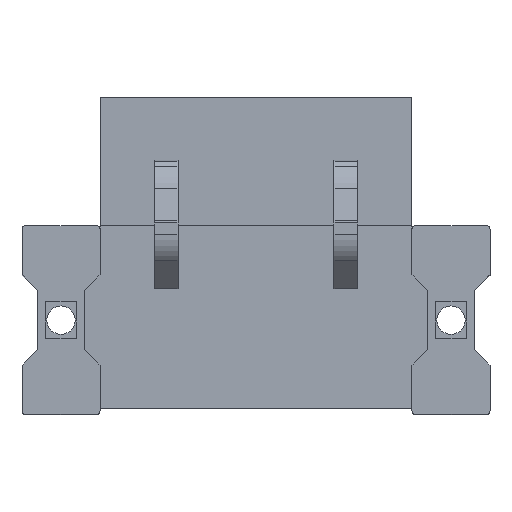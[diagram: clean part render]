
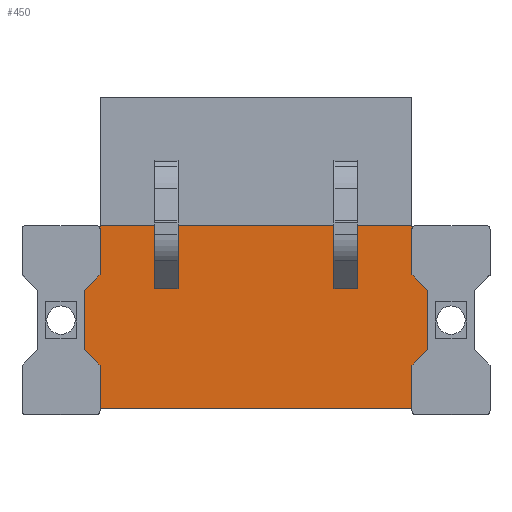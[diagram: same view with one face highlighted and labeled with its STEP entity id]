
A CAD part, top view. The second image highlights one B-rep face of the part: STEP entity #450.
In plain terms, the highlighted planar face has unit normal (0, 0, 1).
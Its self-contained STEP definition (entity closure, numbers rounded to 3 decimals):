
#284=AXIS2_PLACEMENT_3D('Plane Axis2P3D',#281,#282,#283) ;
#49=CARTESIAN_POINT('Vertex',(25.4,0.4,10.95)) ;
#52=CARTESIAN_POINT('Line Origine',(15.24,0.4,10.95)) ;
#56=CARTESIAN_POINT('Vertex',(5.08,0.4,10.95)) ;
#223=CARTESIAN_POINT('Line Origine',(5.08,12.175,10.95)) ;
#227=CARTESIAN_POINT('Vertex',(5.08,12.05,10.95)) ;
#229=CARTESIAN_POINT('Vertex',(5.08,12.3,10.95)) ;
#281=CARTESIAN_POINT('Axis2P3D Location',(5.08,0.4,10.95)) ;
#286=CARTESIAN_POINT('Line Origine',(5.08,10.57,10.95)) ;
#290=CARTESIAN_POINT('Vertex',(5.08,9.09,10.95)) ;
#293=CARTESIAN_POINT('Line Origine',(4.56,8.57,10.95)) ;
#297=CARTESIAN_POINT('Vertex',(4.04,8.05,10.95)) ;
#300=CARTESIAN_POINT('Line Origine',(4.04,6.15,10.95)) ;
#304=CARTESIAN_POINT('Vertex',(4.04,4.25,10.95)) ;
#307=CARTESIAN_POINT('Line Origine',(4.56,3.73,10.95)) ;
#311=CARTESIAN_POINT('Vertex',(5.08,3.21,10.95)) ;
#314=CARTESIAN_POINT('Line Origine',(5.08,1.805,10.95)) ;
#319=CARTESIAN_POINT('Line Origine',(25.4,1.805,10.95)) ;
#323=CARTESIAN_POINT('Vertex',(25.4,3.21,10.95)) ;
#326=CARTESIAN_POINT('Line Origine',(25.92,3.73,10.95)) ;
#330=CARTESIAN_POINT('Vertex',(26.44,4.25,10.95)) ;
#333=CARTESIAN_POINT('Line Origine',(26.44,6.15,10.95)) ;
#337=CARTESIAN_POINT('Vertex',(26.44,8.05,10.95)) ;
#340=CARTESIAN_POINT('Line Origine',(25.92,8.57,10.95)) ;
#344=CARTESIAN_POINT('Vertex',(25.4,9.09,10.95)) ;
#347=CARTESIAN_POINT('Line Origine',(25.4,10.57,10.95)) ;
#351=CARTESIAN_POINT('Vertex',(25.4,12.05,10.95)) ;
#354=CARTESIAN_POINT('Line Origine',(25.4,12.175,10.95)) ;
#358=CARTESIAN_POINT('Vertex',(25.4,12.3,10.95)) ;
#361=CARTESIAN_POINT('Line Origine',(15.24,12.3,10.95)) ;
#382=CARTESIAN_POINT('Line Origine',(21.07,12.269,10.95)) ;
#386=CARTESIAN_POINT('Vertex',(21.82,12.269,10.95)) ;
#388=CARTESIAN_POINT('Vertex',(20.32,12.269,10.95)) ;
#391=CARTESIAN_POINT('Line Origine',(21.82,10.234,10.95)) ;
#395=CARTESIAN_POINT('Vertex',(21.82,8.2,10.95)) ;
#398=CARTESIAN_POINT('Line Origine',(21.07,8.2,10.95)) ;
#402=CARTESIAN_POINT('Vertex',(20.32,8.2,10.95)) ;
#405=CARTESIAN_POINT('Line Origine',(20.32,10.234,10.95)) ;
#416=CARTESIAN_POINT('Line Origine',(10.16,10.234,10.95)) ;
#420=CARTESIAN_POINT('Vertex',(10.16,12.269,10.95)) ;
#422=CARTESIAN_POINT('Vertex',(10.16,8.2,10.95)) ;
#425=CARTESIAN_POINT('Line Origine',(9.41,8.2,10.95)) ;
#429=CARTESIAN_POINT('Vertex',(8.66,8.2,10.95)) ;
#432=CARTESIAN_POINT('Line Origine',(8.66,10.234,10.95)) ;
#436=CARTESIAN_POINT('Vertex',(8.66,12.269,10.95)) ;
#439=CARTESIAN_POINT('Line Origine',(9.41,12.269,10.95)) ;
#53=DIRECTION('Vector Direction',(1.,0.,0.)) ;
#224=DIRECTION('Vector Direction',(0.,1.,0.)) ;
#282=DIRECTION('Axis2P3D Direction',(0.,0.,1.)) ;
#283=DIRECTION('Axis2P3D XDirection',(1.,0.,0.)) ;
#287=DIRECTION('Vector Direction',(0.,1.,0.)) ;
#294=DIRECTION('Vector Direction',(-0.707,-0.707,0.)) ;
#301=DIRECTION('Vector Direction',(0.,-1.,0.)) ;
#308=DIRECTION('Vector Direction',(0.707,-0.707,0.)) ;
#315=DIRECTION('Vector Direction',(0.,1.,0.)) ;
#320=DIRECTION('Vector Direction',(0.,1.,0.)) ;
#327=DIRECTION('Vector Direction',(-0.707,-0.707,0.)) ;
#334=DIRECTION('Vector Direction',(0.,-1.,0.)) ;
#341=DIRECTION('Vector Direction',(0.707,-0.707,0.)) ;
#348=DIRECTION('Vector Direction',(0.,1.,0.)) ;
#355=DIRECTION('Vector Direction',(0.,1.,0.)) ;
#362=DIRECTION('Vector Direction',(1.,0.,0.)) ;
#383=DIRECTION('Vector Direction',(1.,0.,0.)) ;
#392=DIRECTION('Vector Direction',(0.,1.,0.)) ;
#399=DIRECTION('Vector Direction',(1.,0.,0.)) ;
#406=DIRECTION('Vector Direction',(0.,1.,0.)) ;
#417=DIRECTION('Vector Direction',(0.,1.,0.)) ;
#426=DIRECTION('Vector Direction',(1.,0.,0.)) ;
#433=DIRECTION('Vector Direction',(0.,1.,0.)) ;
#440=DIRECTION('Vector Direction',(1.,0.,0.)) ;
#54=VECTOR('Line Direction',#53,1.) ;
#225=VECTOR('Line Direction',#224,1.) ;
#288=VECTOR('Line Direction',#287,1.) ;
#295=VECTOR('Line Direction',#294,1.) ;
#302=VECTOR('Line Direction',#301,1.) ;
#309=VECTOR('Line Direction',#308,1.) ;
#316=VECTOR('Line Direction',#315,1.) ;
#321=VECTOR('Line Direction',#320,1.) ;
#328=VECTOR('Line Direction',#327,1.) ;
#335=VECTOR('Line Direction',#334,1.) ;
#342=VECTOR('Line Direction',#341,1.) ;
#349=VECTOR('Line Direction',#348,1.) ;
#356=VECTOR('Line Direction',#355,1.) ;
#363=VECTOR('Line Direction',#362,1.) ;
#384=VECTOR('Line Direction',#383,1.) ;
#393=VECTOR('Line Direction',#392,1.) ;
#400=VECTOR('Line Direction',#399,1.) ;
#407=VECTOR('Line Direction',#406,1.) ;
#418=VECTOR('Line Direction',#417,1.) ;
#427=VECTOR('Line Direction',#426,1.) ;
#434=VECTOR('Line Direction',#433,1.) ;
#441=VECTOR('Line Direction',#440,1.) ;
#367=ORIENTED_EDGE('',*,*,#231,.F.) ;
#368=ORIENTED_EDGE('',*,*,#292,.F.) ;
#369=ORIENTED_EDGE('',*,*,#299,.T.) ;
#370=ORIENTED_EDGE('',*,*,#306,.T.) ;
#371=ORIENTED_EDGE('',*,*,#313,.T.) ;
#372=ORIENTED_EDGE('',*,*,#318,.F.) ;
#373=ORIENTED_EDGE('',*,*,#58,.F.) ;
#374=ORIENTED_EDGE('',*,*,#325,.T.) ;
#375=ORIENTED_EDGE('',*,*,#332,.F.) ;
#376=ORIENTED_EDGE('',*,*,#339,.F.) ;
#377=ORIENTED_EDGE('',*,*,#346,.F.) ;
#378=ORIENTED_EDGE('',*,*,#353,.T.) ;
#379=ORIENTED_EDGE('',*,*,#360,.T.) ;
#380=ORIENTED_EDGE('',*,*,#365,.F.) ;
#411=ORIENTED_EDGE('',*,*,#390,.F.) ;
#412=ORIENTED_EDGE('',*,*,#397,.T.) ;
#413=ORIENTED_EDGE('',*,*,#404,.T.) ;
#414=ORIENTED_EDGE('',*,*,#409,.F.) ;
#445=ORIENTED_EDGE('',*,*,#424,.T.) ;
#446=ORIENTED_EDGE('',*,*,#431,.F.) ;
#447=ORIENTED_EDGE('',*,*,#438,.F.) ;
#448=ORIENTED_EDGE('',*,*,#443,.T.) ;
#415=FACE_BOUND('',#410,.T.) ;
#449=FACE_BOUND('',#444,.T.) ;
#450=ADVANCED_FACE('BLL5.08/04/90FI 3.2SN OR 1843770000',(#381,#415,#449),#285,.T.) ;
#58=EDGE_CURVE('',#50,#57,#55,.F.) ;
#231=EDGE_CURVE('',#228,#230,#226,.T.) ;
#292=EDGE_CURVE('',#291,#228,#289,.T.) ;
#299=EDGE_CURVE('',#291,#298,#296,.T.) ;
#306=EDGE_CURVE('',#298,#305,#303,.T.) ;
#313=EDGE_CURVE('',#305,#312,#310,.T.) ;
#318=EDGE_CURVE('',#57,#312,#317,.T.) ;
#325=EDGE_CURVE('',#50,#324,#322,.T.) ;
#332=EDGE_CURVE('',#331,#324,#329,.T.) ;
#339=EDGE_CURVE('',#338,#331,#336,.T.) ;
#346=EDGE_CURVE('',#345,#338,#343,.T.) ;
#353=EDGE_CURVE('',#345,#352,#350,.T.) ;
#360=EDGE_CURVE('',#352,#359,#357,.T.) ;
#365=EDGE_CURVE('',#230,#359,#364,.T.) ;
#390=EDGE_CURVE('',#387,#389,#385,.F.) ;
#397=EDGE_CURVE('',#387,#396,#394,.F.) ;
#404=EDGE_CURVE('',#396,#403,#401,.F.) ;
#409=EDGE_CURVE('',#389,#403,#408,.F.) ;
#424=EDGE_CURVE('',#421,#423,#419,.F.) ;
#431=EDGE_CURVE('',#430,#423,#428,.T.) ;
#438=EDGE_CURVE('',#437,#430,#435,.F.) ;
#443=EDGE_CURVE('',#437,#421,#442,.T.) ;
#366=EDGE_LOOP('',(#367,#368,#369,#370,#371,#372,#373,#374,#375,#376,#377,#378,#379,#380)) ;
#410=EDGE_LOOP('',(#411,#412,#413,#414)) ;
#444=EDGE_LOOP('',(#445,#446,#447,#448)) ;
#381=FACE_OUTER_BOUND('',#366,.T.) ;
#55=LINE('Line',#52,#54) ;
#226=LINE('Line',#223,#225) ;
#289=LINE('Line',#286,#288) ;
#296=LINE('Line',#293,#295) ;
#303=LINE('Line',#300,#302) ;
#310=LINE('Line',#307,#309) ;
#317=LINE('Line',#314,#316) ;
#322=LINE('Line',#319,#321) ;
#329=LINE('Line',#326,#328) ;
#336=LINE('Line',#333,#335) ;
#343=LINE('Line',#340,#342) ;
#350=LINE('Line',#347,#349) ;
#357=LINE('Line',#354,#356) ;
#364=LINE('Line',#361,#363) ;
#385=LINE('Line',#382,#384) ;
#394=LINE('Line',#391,#393) ;
#401=LINE('Line',#398,#400) ;
#408=LINE('Line',#405,#407) ;
#419=LINE('Line',#416,#418) ;
#428=LINE('Line',#425,#427) ;
#435=LINE('Line',#432,#434) ;
#442=LINE('Line',#439,#441) ;
#285=PLANE('',#284) ;
#50=VERTEX_POINT('',#49) ;
#57=VERTEX_POINT('',#56) ;
#228=VERTEX_POINT('',#227) ;
#230=VERTEX_POINT('',#229) ;
#291=VERTEX_POINT('',#290) ;
#298=VERTEX_POINT('',#297) ;
#305=VERTEX_POINT('',#304) ;
#312=VERTEX_POINT('',#311) ;
#324=VERTEX_POINT('',#323) ;
#331=VERTEX_POINT('',#330) ;
#338=VERTEX_POINT('',#337) ;
#345=VERTEX_POINT('',#344) ;
#352=VERTEX_POINT('',#351) ;
#359=VERTEX_POINT('',#358) ;
#387=VERTEX_POINT('',#386) ;
#389=VERTEX_POINT('',#388) ;
#396=VERTEX_POINT('',#395) ;
#403=VERTEX_POINT('',#402) ;
#421=VERTEX_POINT('',#420) ;
#423=VERTEX_POINT('',#422) ;
#430=VERTEX_POINT('',#429) ;
#437=VERTEX_POINT('',#436) ;
